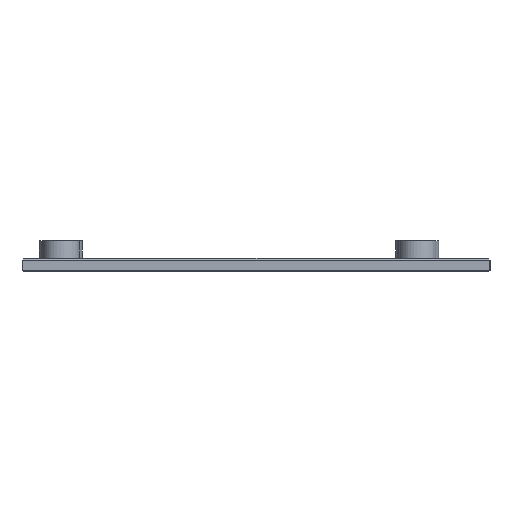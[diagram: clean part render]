
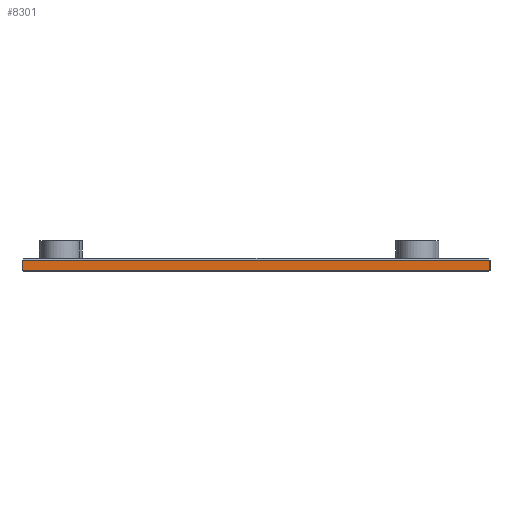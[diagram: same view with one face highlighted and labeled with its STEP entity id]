
A CAD part, left-side view. The second image highlights one B-rep face of the part: STEP entity #8301.
In plain terms, the highlighted planar face has unit normal (-1, 0, 0).
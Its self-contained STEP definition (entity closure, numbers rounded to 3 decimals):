
#183=PLANE('',#8735);
#562=FACE_OUTER_BOUND('',#980,.T.);
#980=EDGE_LOOP('',(#5887,#5888,#5889,#5890));
#1560=LINE('',#11357,#2687);
#1561=LINE('',#11360,#2688);
#1562=LINE('',#11362,#2689);
#1563=LINE('',#11363,#2690);
#2687=VECTOR('',#9246,10.);
#2688=VECTOR('',#9249,10.);
#2689=VECTOR('',#9250,10.);
#2690=VECTOR('',#9251,10.);
#3879=VERTEX_POINT('',#11340);
#3882=VERTEX_POINT('',#11350);
#3884=VERTEX_POINT('',#11359);
#3885=VERTEX_POINT('',#11361);
#4682=EDGE_CURVE('',#3879,#3882,#1560,.T.);
#4683=EDGE_CURVE('',#3879,#3884,#1561,.T.);
#4684=EDGE_CURVE('',#3885,#3884,#1562,.T.);
#4685=EDGE_CURVE('',#3882,#3885,#1563,.T.);
#5887=ORIENTED_EDGE('',*,*,#4682,.F.);
#5888=ORIENTED_EDGE('',*,*,#4683,.T.);
#5889=ORIENTED_EDGE('',*,*,#4684,.F.);
#5890=ORIENTED_EDGE('',*,*,#4685,.F.);
#8301=ADVANCED_FACE('',(#562),#183,.T.);
#8735=AXIS2_PLACEMENT_3D('',#11358,#9247,#9248);
#9246=DIRECTION('',(0.,1.,0.));
#9247=DIRECTION('center_axis',(-1.,0.,0.));
#9248=DIRECTION('ref_axis',(0.,-1.,0.));
#9249=DIRECTION('',(0.,0.,1.));
#9250=DIRECTION('',(0.,-1.,0.));
#9251=DIRECTION('',(0.,0.,1.));
#11340=CARTESIAN_POINT('',(-3.,-75.713,1.786));
#11350=CARTESIAN_POINT('',(-3.,3.,1.786));
#11357=CARTESIAN_POINT('',(-3.,-30.25,1.786));
#11358=CARTESIAN_POINT('Origin',(-3.,3.,1.586));
#11359=CARTESIAN_POINT('',(-3.,-75.713,3.486));
#11360=CARTESIAN_POINT('',(-3.,-75.713,1.586));
#11361=CARTESIAN_POINT('',(-3.,3.,3.486));
#11362=CARTESIAN_POINT('',(-3.,-16.678,3.486));
#11363=CARTESIAN_POINT('',(-3.,3.,1.586));
